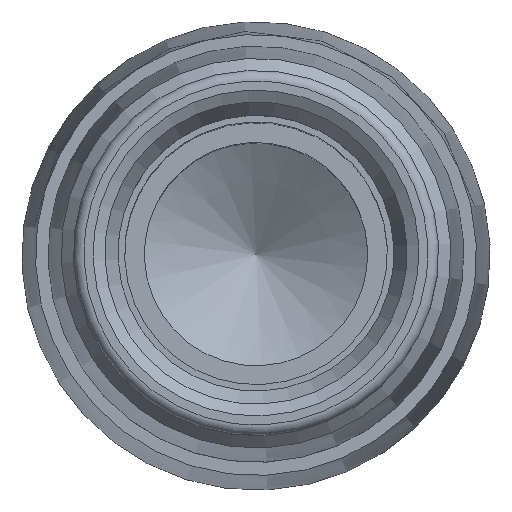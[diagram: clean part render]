
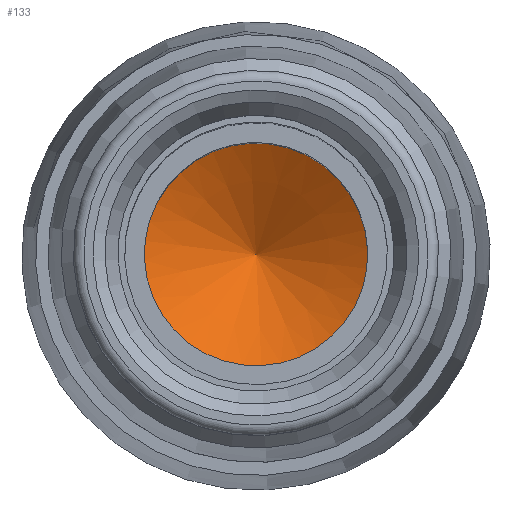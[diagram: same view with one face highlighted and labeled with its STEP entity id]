
A CAD part, top view. The second image highlights one B-rep face of the part: STEP entity #133.
In plain terms, the highlighted conical face has half-angle 60 degrees and reference radius 0 mm.
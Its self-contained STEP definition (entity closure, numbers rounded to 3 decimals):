
#98=VERTEX_LOOP('',#435);
#112=CONICAL_SURFACE('',#576,0.,60.);
#133=ADVANCED_FACE('',(#191,#192),#112,.F.);
#191=FACE_BOUND('',#276,.T.);
#192=FACE_BOUND('',#98,.T.);
#276=EDGE_LOOP('',(#360));
#360=ORIENTED_EDGE('',*,*,#477,.F.);
#434=VERTEX_POINT('',#827);
#435=VERTEX_POINT('',#828);
#477=EDGE_CURVE('',#434,#434,#519,.T.);
#519=CIRCLE('',#575,4.25);
#575=AXIS2_PLACEMENT_3D('',#826,#672,#673);
#576=AXIS2_PLACEMENT_3D('',#829,#674,#675);
#672=DIRECTION('',(0.,0.,-1.));
#673=DIRECTION('',(-0.992,0.125,0.));
#674=DIRECTION('',(0.,0.,1.));
#675=DIRECTION('',(0.992,-0.125,0.));
#826=CARTESIAN_POINT('',(0.,0.,24.454));
#827=CARTESIAN_POINT('',(-4.217,0.531,24.454));
#828=CARTESIAN_POINT('',(0.,0.,22.));
#829=CARTESIAN_POINT('',(0.,0.,22.));
